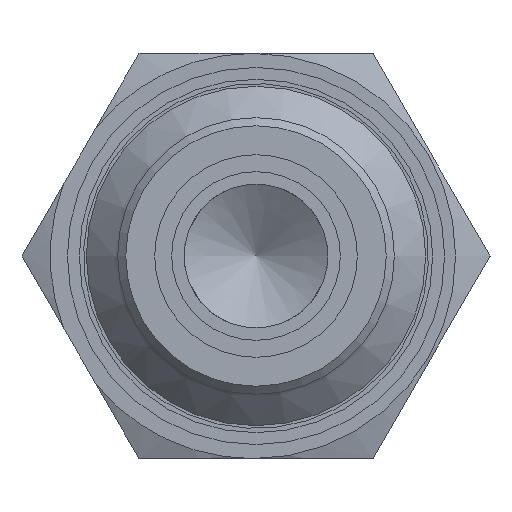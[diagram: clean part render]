
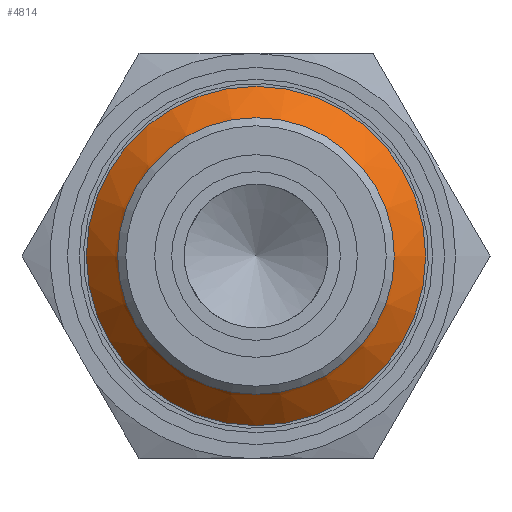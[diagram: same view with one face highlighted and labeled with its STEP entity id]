
A CAD part, left-side view. The second image highlights one B-rep face of the part: STEP entity #4814.
In plain terms, the highlighted conical face has half-angle 45 degrees and reference radius 25.4 mm.
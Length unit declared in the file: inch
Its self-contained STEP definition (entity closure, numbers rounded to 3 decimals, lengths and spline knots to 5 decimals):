
#4762=CARTESIAN_POINT('',(0.69688,0.21571,0.0));
#4763=VERTEX_POINT('',#4762);
#4764=CARTESIAN_POINT('',(0.69688,0.00571,0.0));
#4765=DIRECTION('',(1.0,0.0,0.0));
#4766=DIRECTION('',(0.0,1.0,0.0));
#4767=AXIS2_PLACEMENT_3D('',#4764,#4765,#4766);
#4768=CIRCLE('',#4767,0.21);
#4769=EDGE_CURVE('',#4763,#4763,#4768,.T.);
#4795=CARTESIAN_POINT('',(1.48688,0.00571,0.0));
#4796=DIRECTION('',(1.0,0.0,0.0));
#4797=DIRECTION('',(0.0,1.0,0.0));
#4798=AXIS2_PLACEMENT_3D('',#4795,#4796,#4797);
#4799=CONICAL_SURFACE('',#4798,1.0,45.);
#4800=CARTESIAN_POINT('',(0.80088,0.31971,0.0));
#4801=VERTEX_POINT('',#4800);
#4802=CARTESIAN_POINT('',(0.80088,0.00571,0.0));
#4803=DIRECTION('',(1.0,0.0,0.0));
#4804=DIRECTION('',(0.0,1.0,0.0));
#4805=AXIS2_PLACEMENT_3D('',#4802,#4803,#4804);
#4806=CIRCLE('',#4805,0.314);
#4807=EDGE_CURVE('',#4801,#4801,#4806,.T.);
#4808=ORIENTED_EDGE('',*,*,#4807,.F.);
#4809=EDGE_LOOP('',(#4808));
#4810=FACE_OUTER_BOUND('',#4809,.T.);
#4811=ORIENTED_EDGE('',*,*,#4769,.T.);
#4812=EDGE_LOOP('',(#4811));
#4813=FACE_BOUND('',#4812,.T.);
#4814=ADVANCED_FACE('',(#4810,#4813),#4799,.T.);
